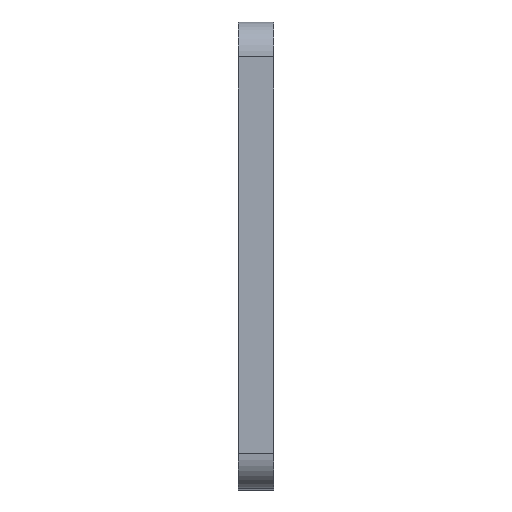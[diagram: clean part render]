
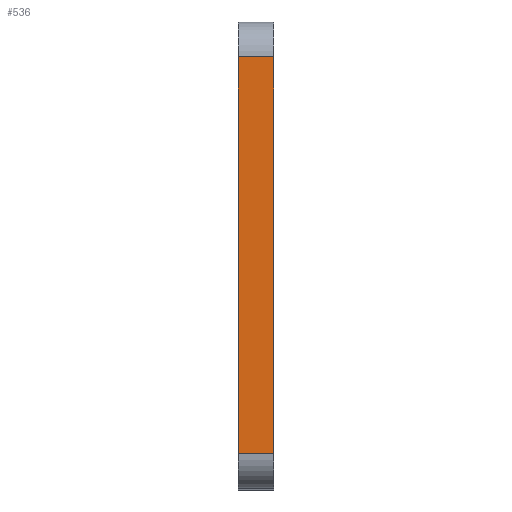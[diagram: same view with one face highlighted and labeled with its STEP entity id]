
A CAD part, top view. The second image highlights one B-rep face of the part: STEP entity #536.
In plain terms, the highlighted planar face has unit normal (0, 0, 1).
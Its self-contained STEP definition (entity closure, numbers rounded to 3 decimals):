
#4 = DIRECTION ( 'NONE',  ( -1., 0., 0. ) ) ;
#109 = EDGE_CURVE ( 'NONE', #1839, #215, #1738, .T. ) ;
#111 = EDGE_CURVE ( 'NONE', #215, #1875, #1747, .T. ) ;
#112 = EDGE_CURVE ( 'NONE', #260, #1875, #1725, .T. ) ;
#150 = EDGE_CURVE ( 'NONE', #260, #1839, #1632, .T. ) ;
#200 = CARTESIAN_POINT ( 'NONE',  ( -50., 17., 35.5 ) ) ;
#204 = CARTESIAN_POINT ( 'NONE',  ( -47., -17., 35.5 ) ) ;
#215 = VERTEX_POINT ( 'NONE', #732 ) ;
#248 = EDGE_LOOP ( 'NONE', ( #436, #442, #449, #451 ) ) ;
#253 = CARTESIAN_POINT ( 'NONE',  ( -50., 17., 35.5 ) ) ;
#260 = VERTEX_POINT ( 'NONE', #1874 ) ;
#377 = DIRECTION ( 'NONE',  ( 0., -1., 0. ) ) ;
#397 = CARTESIAN_POINT ( 'NONE',  ( -47., 0., 35.5 ) ) ;
#421 = DIRECTION ( 'NONE',  ( 1., 0., 0. ) ) ;
#436 = ORIENTED_EDGE ( 'NONE', *, *, #109, .T. ) ;
#437 = DIRECTION ( 'NONE',  ( 0., -1., 0. ) ) ;
#442 = ORIENTED_EDGE ( 'NONE', *, *, #111, .T. ) ;
#449 = ORIENTED_EDGE ( 'NONE', *, *, #112, .F. ) ;
#451 = ORIENTED_EDGE ( 'NONE', *, *, #150, .T. ) ;
#455 = CARTESIAN_POINT ( 'NONE',  ( -50., 0., 35.5 ) ) ;
#512 = AXIS2_PLACEMENT_3D ( 'NONE', #1378, #1358, #1355 ) ;
#536 = ADVANCED_FACE ( 'NONE', ( #1064 ), #1372, .F. ) ;
#563 = CARTESIAN_POINT ( 'NONE',  ( -50., -17., 35.5 ) ) ;
#732 = CARTESIAN_POINT ( 'NONE',  ( -50., -17., 35.5 ) ) ;
#1064 = FACE_OUTER_BOUND ( 'NONE', #248, .T. ) ;
#1355 = DIRECTION ( 'NONE',  ( 0., 1., 0. ) ) ;
#1358 = DIRECTION ( 'NONE',  ( 0., 0., -1. ) ) ;
#1372 = PLANE ( 'NONE',  #512 ) ;
#1378 = CARTESIAN_POINT ( 'NONE',  ( -50., 0., 35.5 ) ) ;
#1615 = VECTOR ( 'NONE', #4, 1000. ) ;
#1632 = LINE ( 'NONE', #200, #1615 ) ;
#1720 = VECTOR ( 'NONE', #377, 1000. ) ;
#1723 = VECTOR ( 'NONE', #421, 1000. ) ;
#1725 = LINE ( 'NONE', #397, #1720 ) ;
#1726 = VECTOR ( 'NONE', #437, 1000. ) ;
#1738 = LINE ( 'NONE', #455, #1726 ) ;
#1747 = LINE ( 'NONE', #563, #1723 ) ;
#1839 = VERTEX_POINT ( 'NONE', #253 ) ;
#1874 = CARTESIAN_POINT ( 'NONE',  ( -47., 17., 35.5 ) ) ;
#1875 = VERTEX_POINT ( 'NONE', #204 ) ;
